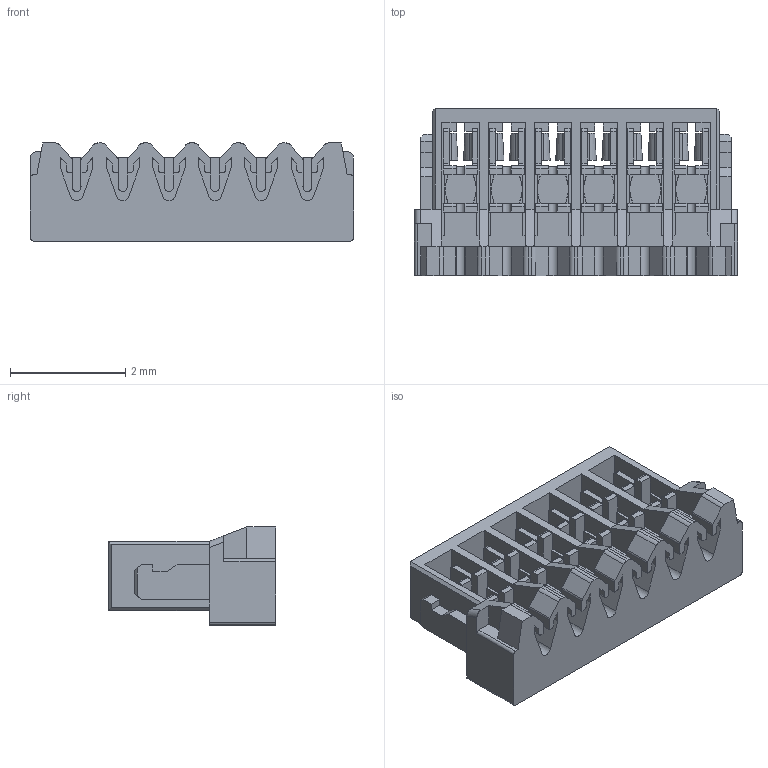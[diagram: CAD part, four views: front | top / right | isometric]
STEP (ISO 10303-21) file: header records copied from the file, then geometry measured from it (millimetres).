
FILE_DESCRIPTION(/* description */ ('Unknown'),/* implementation_level */ '2;1');
FILE_NAME(/* name */ '689006114322',/* time_stamp */ '2023-07-07T13:58:24+02:00',/* author */ ('Unknown'),/* organization */ ('Unknown'),/* preprocessor_version */ 'ST-DEVELOPER v18.102',/* originating_system */ 'Solid Edge',/* authorisation */ 'Unknown');
FILE_SCHEMA (('AUTOMOTIVE_DESIGN {1 0 10303 214 3 1 1}'));
Length unit declared in the file: millimetre
Products named in the file (3): 6890xx114322; 689006114322; 6890xx114322_Pin
Assembly tree (7 placements, depth 2):
  6890xx114322
    689006114322
    6890xx114322_Pin  x6
Bounding box: 5.6 x 2.9 x 1.7 mm (x, y, z)
Volume: 13.2 mm3; surface area: 129.9 mm2
Topology: 7 solids, 7 shells, 902 faces, 2656 edges, 1756 vertices
Faces by surface type: plane 584, cylinder 270, torus 24, bspline 24
Entity records: 16519 total; most frequent: CARTESIAN_POINT 3070, ORIENTED_EDGE 2942, DIRECTION 2615, EDGE_CURVE 1471, LINE 1253, VECTOR 1253, VERTEX_POINT 976, AXIS2_PLACEMENT_3D 681
